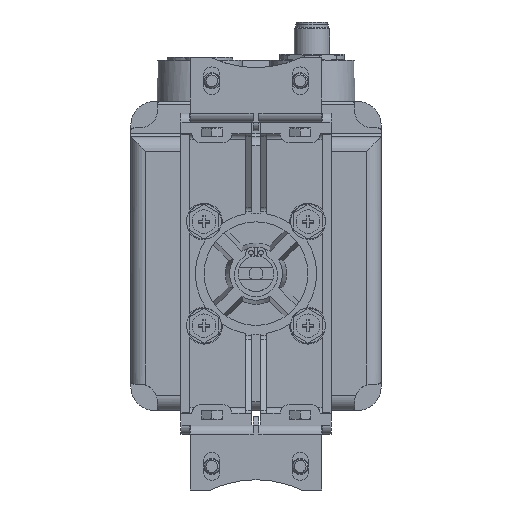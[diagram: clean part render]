
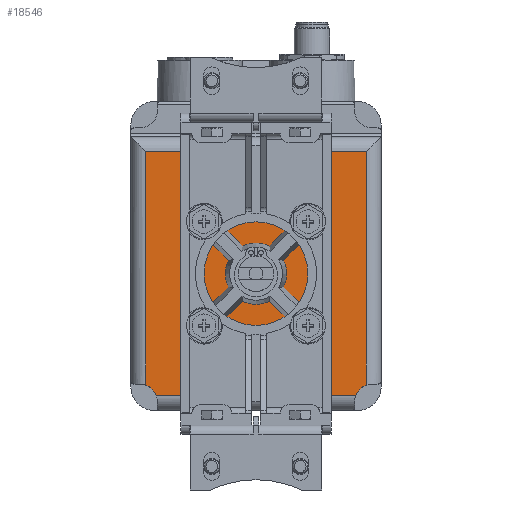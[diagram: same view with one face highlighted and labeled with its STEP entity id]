
A CAD part, front view. The second image highlights one B-rep face of the part: STEP entity #18546.
In plain terms, the highlighted planar face has unit normal (0, -1, 0).
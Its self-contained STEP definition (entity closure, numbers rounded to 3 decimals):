
#486=PLANE('',#19631);
#1009=LINE('',#26368,#2166);
#1020=LINE('',#26393,#2177);
#1053=LINE('',#26790,#2210);
#1054=LINE('',#26795,#2211);
#1055=LINE('',#26799,#2212);
#1056=LINE('',#26803,#2213);
#1057=LINE('',#26807,#2214);
#1058=LINE('',#26811,#2215);
#1059=LINE('',#26815,#2216);
#1060=LINE('',#26819,#2217);
#1061=LINE('',#26825,#2218);
#1062=LINE('',#26827,#2219);
#2166=VECTOR('',#21454,1000.);
#2177=VECTOR('',#21471,1000.);
#2210=VECTOR('',#21758,1000.);
#2211=VECTOR('',#21761,1000.);
#2212=VECTOR('',#21764,1000.);
#2213=VECTOR('',#21767,1000.);
#2214=VECTOR('',#21770,1000.);
#2215=VECTOR('',#21773,1000.);
#2216=VECTOR('',#21776,1000.);
#2217=VECTOR('',#21779,1000.);
#2218=VECTOR('',#21786,1000.);
#2219=VECTOR('',#21787,1000.);
#3606=ORIENTED_EDGE('',*,*,#7910,.T.);
#3607=ORIENTED_EDGE('',*,*,#7911,.T.);
#3608=ORIENTED_EDGE('',*,*,#7912,.T.);
#3609=ORIENTED_EDGE('',*,*,#7913,.T.);
#3610=ORIENTED_EDGE('',*,*,#7914,.T.);
#3611=ORIENTED_EDGE('',*,*,#7915,.T.);
#3612=ORIENTED_EDGE('',*,*,#7916,.T.);
#3613=ORIENTED_EDGE('',*,*,#7917,.T.);
#3614=ORIENTED_EDGE('',*,*,#7918,.T.);
#3615=ORIENTED_EDGE('',*,*,#7919,.T.);
#3616=ORIENTED_EDGE('',*,*,#7920,.T.);
#3617=ORIENTED_EDGE('',*,*,#7921,.T.);
#3618=ORIENTED_EDGE('',*,*,#7922,.T.);
#3619=ORIENTED_EDGE('',*,*,#7923,.T.);
#3620=ORIENTED_EDGE('',*,*,#7924,.T.);
#3621=ORIENTED_EDGE('',*,*,#7925,.T.);
#3622=ORIENTED_EDGE('',*,*,#7735,.T.);
#3623=ORIENTED_EDGE('',*,*,#7926,.T.);
#3624=ORIENTED_EDGE('',*,*,#7747,.T.);
#3625=ORIENTED_EDGE('',*,*,#7927,.T.);
#3626=ORIENTED_EDGE('',*,*,#7928,.F.);
#3627=ORIENTED_EDGE('',*,*,#7929,.T.);
#7735=EDGE_CURVE('',#9884,#9883,#1009,.T.);
#7747=EDGE_CURVE('',#9895,#9896,#1020,.F.);
#7910=EDGE_CURVE('',#10034,#10035,#1053,.T.);
#7911=EDGE_CURVE('',#10035,#10036,#11357,.T.);
#7912=EDGE_CURVE('',#10036,#10037,#1054,.T.);
#7913=EDGE_CURVE('',#10037,#10038,#11358,.T.);
#7914=EDGE_CURVE('',#10038,#10039,#1055,.T.);
#7915=EDGE_CURVE('',#10039,#10040,#11359,.T.);
#7916=EDGE_CURVE('',#10040,#10041,#1056,.T.);
#7917=EDGE_CURVE('',#10041,#10042,#11360,.T.);
#7918=EDGE_CURVE('',#10042,#10043,#1057,.T.);
#7919=EDGE_CURVE('',#10043,#10044,#11361,.T.);
#7920=EDGE_CURVE('',#10044,#10045,#1058,.T.);
#7921=EDGE_CURVE('',#10045,#10046,#11362,.T.);
#7922=EDGE_CURVE('',#10046,#10047,#1059,.T.);
#7923=EDGE_CURVE('',#10047,#10048,#11363,.T.);
#7924=EDGE_CURVE('',#10048,#10049,#1060,.T.);
#7925=EDGE_CURVE('',#10049,#10034,#11364,.T.);
#7926=EDGE_CURVE('',#9883,#9895,#11365,.T.);
#7927=EDGE_CURVE('',#9896,#10050,#11366,.T.);
#7928=EDGE_CURVE('',#10051,#10050,#1061,.T.);
#7929=EDGE_CURVE('',#10051,#9884,#1062,.T.);
#9883=VERTEX_POINT('',#26367);
#9884=VERTEX_POINT('',#26369);
#9895=VERTEX_POINT('',#26394);
#9896=VERTEX_POINT('',#26395);
#10034=VERTEX_POINT('',#26791);
#10035=VERTEX_POINT('',#26792);
#10036=VERTEX_POINT('',#26794);
#10037=VERTEX_POINT('',#26796);
#10038=VERTEX_POINT('',#26798);
#10039=VERTEX_POINT('',#26800);
#10040=VERTEX_POINT('',#26802);
#10041=VERTEX_POINT('',#26804);
#10042=VERTEX_POINT('',#26806);
#10043=VERTEX_POINT('',#26808);
#10044=VERTEX_POINT('',#26810);
#10045=VERTEX_POINT('',#26812);
#10046=VERTEX_POINT('',#26814);
#10047=VERTEX_POINT('',#26816);
#10048=VERTEX_POINT('',#26818);
#10049=VERTEX_POINT('',#26820);
#10050=VERTEX_POINT('',#26824);
#10051=VERTEX_POINT('',#26826);
#11357=CIRCLE('',#19632,7.405);
#11358=CIRCLE('',#19633,10.405);
#11359=CIRCLE('',#19634,7.405);
#11360=CIRCLE('',#19635,10.405);
#11361=CIRCLE('',#19636,7.405);
#11362=CIRCLE('',#19637,10.405);
#11363=CIRCLE('',#19638,7.405);
#11364=CIRCLE('',#19639,10.405);
#11365=CIRCLE('',#19640,6.);
#11366=CIRCLE('',#19641,6.);
#12153=EDGE_LOOP('',(#3606,#3607,#3608,#3609,#3610,#3611,#3612,#3613,#3614,
#3615,#3616,#3617,#3618,#3619,#3620,#3621));
#12154=EDGE_LOOP('',(#3622,#3623,#3624,#3625,#3626,#3627));
#13227=FACE_BOUND('',#12153,.T.);
#13228=FACE_BOUND('',#12154,.T.);
#18546=ADVANCED_FACE('',(#13227,#13228),#486,.F.);
#19631=AXIS2_PLACEMENT_3D('',#26789,#21756,#21757);
#19632=AXIS2_PLACEMENT_3D('',#26793,#21759,#21760);
#19633=AXIS2_PLACEMENT_3D('',#26797,#21762,#21763);
#19634=AXIS2_PLACEMENT_3D('',#26801,#21765,#21766);
#19635=AXIS2_PLACEMENT_3D('',#26805,#21768,#21769);
#19636=AXIS2_PLACEMENT_3D('',#26809,#21771,#21772);
#19637=AXIS2_PLACEMENT_3D('',#26813,#21774,#21775);
#19638=AXIS2_PLACEMENT_3D('',#26817,#21777,#21778);
#19639=AXIS2_PLACEMENT_3D('',#26821,#21780,#21781);
#19640=AXIS2_PLACEMENT_3D('',#26822,#21782,#21783);
#19641=AXIS2_PLACEMENT_3D('',#26823,#21784,#21785);
#21454=DIRECTION('',(0.,0.,-1.));
#21471=DIRECTION('',(-1.,0.,0.));
#21756=DIRECTION('',(0.,1.,0.));
#21757=DIRECTION('',(0.,0.,1.));
#21758=DIRECTION('',(-0.707,0.,0.707));
#21759=DIRECTION('',(0.,1.,0.));
#21760=DIRECTION('',(0.,0.,1.));
#21761=DIRECTION('',(0.707,0.,-0.707));
#21762=DIRECTION('',(0.,1.,0.));
#21763=DIRECTION('',(0.,0.,1.));
#21764=DIRECTION('',(0.707,0.,0.707));
#21765=DIRECTION('',(0.,1.,0.));
#21766=DIRECTION('',(0.,0.,1.));
#21767=DIRECTION('',(-0.707,0.,-0.707));
#21768=DIRECTION('',(0.,1.,0.));
#21769=DIRECTION('',(0.,0.,1.));
#21770=DIRECTION('',(0.707,0.,-0.707));
#21771=DIRECTION('',(0.,1.,0.));
#21772=DIRECTION('',(0.,0.,1.));
#21773=DIRECTION('',(-0.707,0.,0.707));
#21774=DIRECTION('',(0.,1.,0.));
#21775=DIRECTION('',(0.,0.,1.));
#21776=DIRECTION('',(-0.707,0.,-0.707));
#21777=DIRECTION('',(0.,1.,0.));
#21778=DIRECTION('',(0.,0.,1.));
#21779=DIRECTION('',(0.707,0.,0.707));
#21780=DIRECTION('',(0.,1.,0.));
#21781=DIRECTION('',(0.,0.,1.));
#21782=DIRECTION('',(0.,1.,0.));
#21783=DIRECTION('',(0.,0.,1.));
#21784=DIRECTION('',(0.,1.,0.));
#21785=DIRECTION('',(0.,0.,1.));
#21786=DIRECTION('',(0.,0.,-1.));
#21787=DIRECTION('',(-1.,0.,0.));
#26367=CARTESIAN_POINT('',(-37.5,10.,-37.843));
#26368=CARTESIAN_POINT('',(-37.5,10.,60.));
#26369=CARTESIAN_POINT('',(-37.5,10.,41.5));
#26393=CARTESIAN_POINT('',(42.5,10.,-41.5));
#26394=CARTESIAN_POINT('',(-33.843,10.,-41.5));
#26395=CARTESIAN_POINT('',(33.843,10.,-41.5));
#26789=CARTESIAN_POINT('',(-34.5,10.,-38.5));
#26790=CARTESIAN_POINT('',(-8.613,10.,3.797));
#26791=CARTESIAN_POINT('',(-9.361,10.,4.545));
#26792=CARTESIAN_POINT('',(-15.436,10.,10.62));
#26793=CARTESIAN_POINT('',(-17.678,10.,17.678));
#26794=CARTESIAN_POINT('',(-10.62,10.,15.436));
#26795=CARTESIAN_POINT('',(-11.27,10.,16.086));
#26796=CARTESIAN_POINT('',(-4.545,10.,9.361));
#26797=CARTESIAN_POINT('',(0.,10.,0.));
#26798=CARTESIAN_POINT('',(4.545,10.,9.361));
#26799=CARTESIAN_POINT('',(3.797,10.,8.613));
#26800=CARTESIAN_POINT('',(10.62,10.,15.436));
#26801=CARTESIAN_POINT('',(17.678,10.,17.678));
#26802=CARTESIAN_POINT('',(15.436,10.,10.62));
#26803=CARTESIAN_POINT('',(16.086,10.,11.27));
#26804=CARTESIAN_POINT('',(9.361,10.,4.545));
#26805=CARTESIAN_POINT('',(0.,10.,0.));
#26806=CARTESIAN_POINT('',(9.361,10.,-4.545));
#26807=CARTESIAN_POINT('',(8.613,10.,-3.797));
#26808=CARTESIAN_POINT('',(15.436,10.,-10.62));
#26809=CARTESIAN_POINT('',(17.678,10.,-17.678));
#26810=CARTESIAN_POINT('',(10.62,10.,-15.436));
#26811=CARTESIAN_POINT('',(11.27,10.,-16.086));
#26812=CARTESIAN_POINT('',(4.545,10.,-9.361));
#26813=CARTESIAN_POINT('',(0.,10.,0.));
#26814=CARTESIAN_POINT('',(-4.545,10.,-9.361));
#26815=CARTESIAN_POINT('',(-3.797,10.,-8.613));
#26816=CARTESIAN_POINT('',(-10.62,10.,-15.436));
#26817=CARTESIAN_POINT('',(-17.678,10.,-17.678));
#26818=CARTESIAN_POINT('',(-15.436,10.,-10.62));
#26819=CARTESIAN_POINT('',(-16.086,10.,-11.27));
#26820=CARTESIAN_POINT('',(-9.361,10.,-4.545));
#26821=CARTESIAN_POINT('',(0.,10.,0.));
#26822=CARTESIAN_POINT('',(-39.5,10.,-43.5));
#26823=CARTESIAN_POINT('',(39.5,10.,-43.5));
#26824=CARTESIAN_POINT('',(37.5,10.,-37.843));
#26825=CARTESIAN_POINT('',(37.5,10.,60.));
#26826=CARTESIAN_POINT('',(37.5,10.,41.5));
#26827=CARTESIAN_POINT('',(42.5,10.,41.5));
